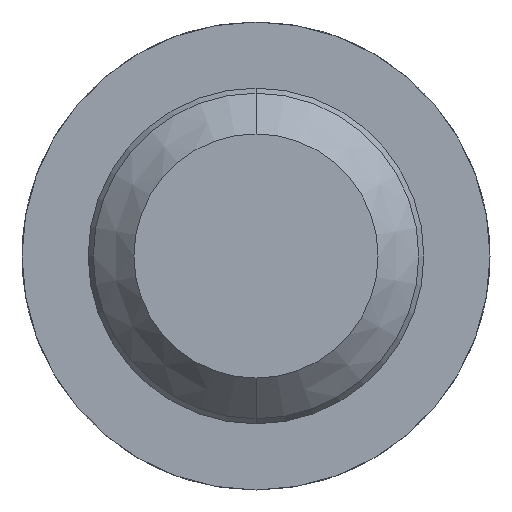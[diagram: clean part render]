
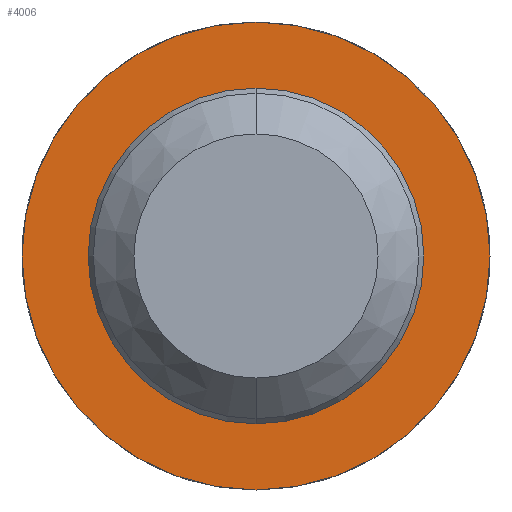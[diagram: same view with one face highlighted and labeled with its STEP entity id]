
A CAD part, front view. The second image highlights one B-rep face of the part: STEP entity #4006.
In plain terms, the highlighted planar face has unit normal (0, -1, 0).
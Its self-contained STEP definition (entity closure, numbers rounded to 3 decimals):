
#375 = EDGE_CURVE ( 'Defeature ausgef�hrt2_8+Defeature ausgef�hrt2_9+Defeature ausgef�hrt2_9+Defeature ausgef�hrt2_9', #1667, #4069, #1947, .T. ) ;
#414 = CARTESIAN_POINT ( 'NONE',  ( 0., 11., 0. ) ) ;
#723 = AXIS2_PLACEMENT_3D ( 'NONE', #1152, #3594, #2742 ) ;
#782 = CARTESIAN_POINT ( 'NONE',  ( 0., 11., 1.15 ) ) ;
#988 = EDGE_LOOP ( 'NONE', ( #1090, #2452 ) ) ;
#1058 = CARTESIAN_POINT ( 'NONE',  ( 0.825, 11., 0. ) ) ;
#1090 = ORIENTED_EDGE ( 'NONE', *, *, #2521, .F. ) ;
#1121 = ORIENTED_EDGE ( 'NONE', *, *, #3655, .T. ) ;
#1152 = CARTESIAN_POINT ( 'NONE',  ( 0., 11., 0. ) ) ;
#1391 = CIRCLE ( 'NONE', #2071, 1.15 ) ;
#1557 = CARTESIAN_POINT ( 'NONE',  ( 0., 11., -1.15 ) ) ;
#1604 = AXIS2_PLACEMENT_3D ( 'NONE', #4608, #2225, #3022 ) ;
#1667 = VERTEX_POINT ( 'NONE', #782 ) ;
#1767 = DIRECTION ( 'NONE',  ( 0., 0., -1. ) ) ;
#1947 = CIRCLE ( 'NONE', #1604, 1.15 ) ;
#1965 = FACE_BOUND ( 'NONE', #988, .T. ) ;
#2071 = AXIS2_PLACEMENT_3D ( 'NONE', #414, #3589, #4839 ) ;
#2225 = DIRECTION ( 'NONE',  ( 0., -1., 0. ) ) ;
#2452 = ORIENTED_EDGE ( 'NONE', *, *, #4054, .F. ) ;
#2474 = FACE_OUTER_BOUND ( 'NONE', #2996, .T. ) ;
#2521 = EDGE_CURVE ( 'Defeature ausgef�hrt2_7+Defeature ausgef�hrt2_8+Defeature ausgef�hrt2_8+Defeature ausgef�hrt2_8', #4716, #4641, #2525, .T. ) ;
#2525 = CIRCLE ( 'NONE', #723, 0.825 ) ;
#2664 = DIRECTION ( 'NONE',  ( 0., 0., -1. ) ) ;
#2713 = AXIS2_PLACEMENT_3D ( 'NONE', #1058, #3493, #2664 ) ;
#2742 = DIRECTION ( 'NONE',  ( 0., 0., -1. ) ) ;
#2996 = EDGE_LOOP ( 'NONE', ( #1121, #3673 ) ) ;
#3022 = DIRECTION ( 'NONE',  ( 0., 0., -1. ) ) ;
#3401 = CARTESIAN_POINT ( 'NONE',  ( 0., 11., 0.825 ) ) ;
#3493 = DIRECTION ( 'NONE',  ( 0., -1., 0. ) ) ;
#3589 = DIRECTION ( 'NONE',  ( 0., -1., 0. ) ) ;
#3594 = DIRECTION ( 'NONE',  ( 0., -1., 0. ) ) ;
#3655 = EDGE_CURVE ( 'Defeature ausgef�hrt2_8+Defeature ausgef�hrt2_9+Defeature ausgef�hrt2_9+Defeature ausgef�hrt2_9', #4069, #1667, #1391, .T. ) ;
#3673 = ORIENTED_EDGE ( 'NONE', *, *, #375, .T. ) ;
#3757 = CARTESIAN_POINT ( 'NONE',  ( 0., 11., 0. ) ) ;
#4006 = ADVANCED_FACE ( 'Defeature ausgef�hrt2_8', ( #2474, #1965 ), #4662, .T. ) ;
#4045 = AXIS2_PLACEMENT_3D ( 'NONE', #3757, #4137, #1767 ) ;
#4054 = EDGE_CURVE ( 'Defeature ausgef�hrt2_7+Defeature ausgef�hrt2_8+Defeature ausgef�hrt2_8+Defeature ausgef�hrt2_8', #4641, #4716, #4344, .T. ) ;
#4069 = VERTEX_POINT ( 'NONE', #1557 ) ;
#4137 = DIRECTION ( 'NONE',  ( 0., -1., 0. ) ) ;
#4287 = CARTESIAN_POINT ( 'NONE',  ( 0., 11., -0.825 ) ) ;
#4344 = CIRCLE ( 'NONE', #4045, 0.825 ) ;
#4608 = CARTESIAN_POINT ( 'NONE',  ( 0., 11., 0. ) ) ;
#4641 = VERTEX_POINT ( 'NONE', #3401 ) ;
#4662 = PLANE ( 'NONE',  #2713 ) ;
#4716 = VERTEX_POINT ( 'NONE', #4287 ) ;
#4839 = DIRECTION ( 'NONE',  ( 0., 0., -1. ) ) ;
